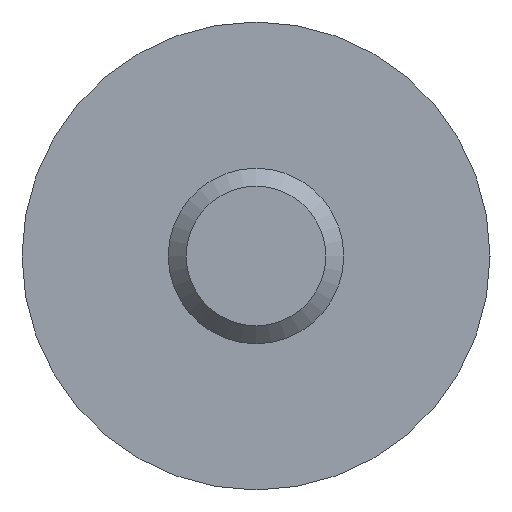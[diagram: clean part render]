
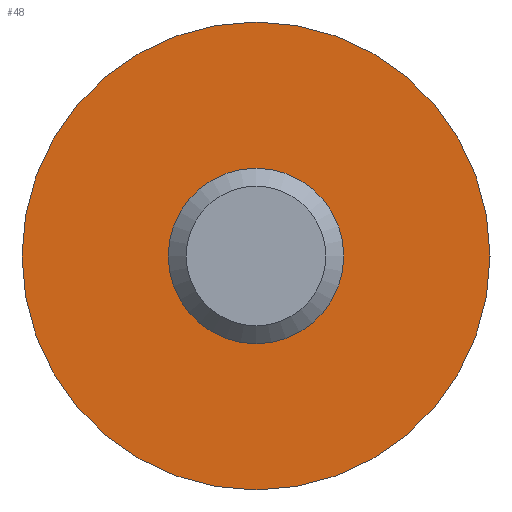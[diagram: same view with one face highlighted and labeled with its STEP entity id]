
A CAD part, front view. The second image highlights one B-rep face of the part: STEP entity #48.
In plain terms, the highlighted planar face has unit normal (0, -1, 0).
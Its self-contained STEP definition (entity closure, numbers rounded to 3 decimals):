
#48 = ADVANCED_FACE( '', ( #102, #103 ), #104, .F. );
#102 = FACE_BOUND( '', #168, .T. );
#103 = FACE_OUTER_BOUND( '', #169, .T. );
#104 = PLANE( '', #170 );
#168 = EDGE_LOOP( '', ( #240 ) );
#169 = EDGE_LOOP( '', ( #241 ) );
#170 = AXIS2_PLACEMENT_3D( '', #242, #243, #244 );
#240 = ORIENTED_EDGE( '', *, *, #335, .F. );
#241 = ORIENTED_EDGE( '', *, *, #322, .T. );
#242 = CARTESIAN_POINT( '', ( 4., 0., 0. ) );
#243 = DIRECTION( '', ( 0., 1., 0. ) );
#244 = DIRECTION( '', ( 0., 0., 1. ) );
#322 = EDGE_CURVE( '', #360, #360, #361, .T. );
#335 = EDGE_CURVE( '', #382, #382, #383, .T. );
#360 = VERTEX_POINT( '', #414 );
#361 = CIRCLE( '', #415, 4. );
#382 = VERTEX_POINT( '', #465 );
#383 = CIRCLE( '', #466, 1.3 );
#414 = CARTESIAN_POINT( '', ( 0., 0., -4. ) );
#415 = AXIS2_PLACEMENT_3D( '', #523, #524, #525 );
#465 = CARTESIAN_POINT( '', ( 0., 0., -1.3 ) );
#466 = AXIS2_PLACEMENT_3D( '', #538, #539, #540 );
#523 = CARTESIAN_POINT( '', ( 0., 0., 0. ) );
#524 = DIRECTION( '', ( 0., -1., 0. ) );
#525 = DIRECTION( '', ( 0., 0., -1. ) );
#538 = CARTESIAN_POINT( '', ( 0., 0., 0. ) );
#539 = DIRECTION( '', ( 0., -1., 0. ) );
#540 = DIRECTION( '', ( 0., 0., -1. ) );
